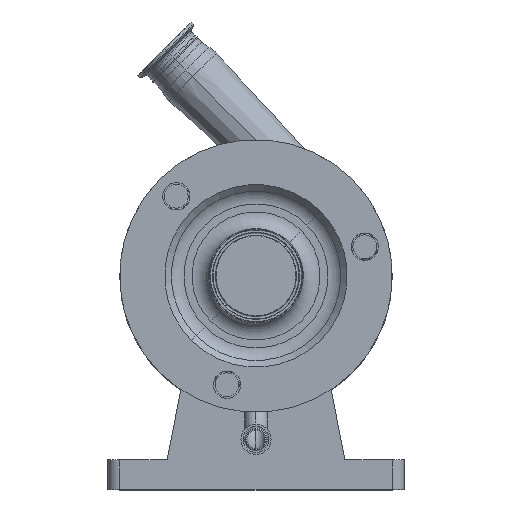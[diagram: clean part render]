
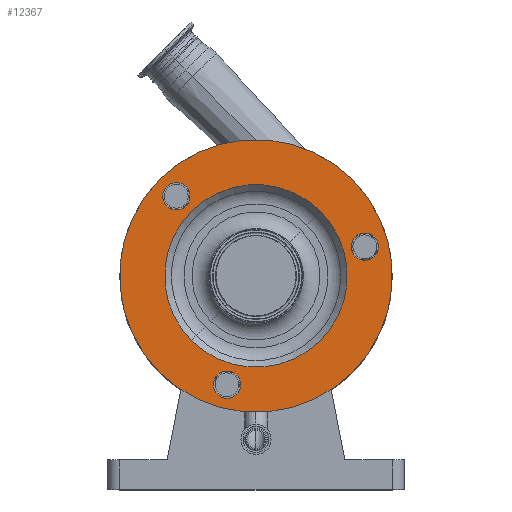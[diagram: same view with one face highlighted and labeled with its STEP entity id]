
A CAD part, top view. The second image highlights one B-rep face of the part: STEP entity #12367.
In plain terms, the highlighted planar face has unit normal (0, 0, 1).
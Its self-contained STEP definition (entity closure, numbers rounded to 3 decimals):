
#2493 = AXIS2_PLACEMENT_3D ( 'NONE', #2811, #2937, #2950 ) ;
#2811 = CARTESIAN_POINT ( 'NONE',  ( -24.588, -91.763, 215. ) ) ;
#2908 = CIRCLE ( 'NONE', #2493, 11.5 ) ;
#2937 = DIRECTION ( 'NONE',  ( 0., 0., 1. ) ) ;
#2950 = DIRECTION ( 'NONE',  ( -0.966, 0.259, 0. ) ) ;
#3261 = CARTESIAN_POINT ( 'NONE',  ( -13.48, -94.739, 215. ) ) ;
#3652 = CARTESIAN_POINT ( 'NONE',  ( -35.696, -88.787, 215. ) ) ;
#4836 = DIRECTION ( 'NONE',  ( 0.259, -0.966, 0. ) ) ;
#4837 = DIRECTION ( 'NONE',  ( 0., 0., 1. ) ) ;
#4838 = CARTESIAN_POINT ( 'NONE',  ( 91.763, 24.588, 215. ) ) ;
#4839 = AXIS2_PLACEMENT_3D ( 'NONE', #4838, #4837, #4836 ) ;
#4845 = CIRCLE ( 'NONE', #4839, 11.5 ) ;
#4940 = DIRECTION ( 'NONE',  ( 0.707, 0.707, 0. ) ) ;
#4941 = DIRECTION ( 'NONE',  ( 0., 0., 1. ) ) ;
#4942 = CARTESIAN_POINT ( 'NONE',  ( -75.307, 59.043, 215. ) ) ;
#4944 = AXIS2_PLACEMENT_3D ( 'NONE', #5134, #4941, #4940 ) ;
#4973 = CIRCLE ( 'NONE', #4944, 11.5 ) ;
#5134 = CARTESIAN_POINT ( 'NONE',  ( -67.175, 67.175, 215. ) ) ;
#6861 = CARTESIAN_POINT ( 'NONE',  ( 94.739, 13.48, 215. ) ) ;
#7507 = EDGE_CURVE ( 'NONE', #7614, #7516, #9609, .T. ) ;
#7516 = VERTEX_POINT ( 'NONE', #9568 ) ;
#7545 = VERTEX_POINT ( 'NONE', #9674 ) ;
#7613 = VERTEX_POINT ( 'NONE', #9923 ) ;
#7614 = VERTEX_POINT ( 'NONE', #10043 ) ;
#7644 = VERTEX_POINT ( 'NONE', #9872 ) ;
#7647 = EDGE_CURVE ( 'NONE', #7613, #7644, #9992, .T. ) ;
#9509 = DIRECTION ( 'NONE',  ( 0.707, 0.707, 0. ) ) ;
#9552 = DIRECTION ( 'NONE',  ( 0., 0., 1. ) ) ;
#9553 = CARTESIAN_POINT ( 'NONE',  ( 0., 0., 215. ) ) ;
#9568 = CARTESIAN_POINT ( 'NONE',  ( -81.317, -81.317, 215. ) ) ;
#9609 = CIRCLE ( 'NONE', #9614, 115. ) ;
#9614 = AXIS2_PLACEMENT_3D ( 'NONE', #9553, #9552, #9509 ) ;
#9674 = CARTESIAN_POINT ( 'NONE',  ( -59.043, 75.307, 215. ) ) ;
#9872 = CARTESIAN_POINT ( 'NONE',  ( 54.447, 54.447, 215. ) ) ;
#9923 = CARTESIAN_POINT ( 'NONE',  ( -54.447, -54.447, 215. ) ) ;
#9992 = CIRCLE ( 'NONE', #10037, 77. ) ;
#10034 = DIRECTION ( 'NONE',  ( 0.707, 0.707, 0. ) ) ;
#10035 = DIRECTION ( 'NONE',  ( 0., 0., 1. ) ) ;
#10036 = CARTESIAN_POINT ( 'NONE',  ( 0., 0., 215. ) ) ;
#10037 = AXIS2_PLACEMENT_3D ( 'NONE', #10036, #10035, #10034 ) ;
#10043 = CARTESIAN_POINT ( 'NONE',  ( 81.317, 81.317, 215. ) ) ;
#10299 = VERTEX_POINT ( 'NONE', #3261 ) ;
#10334 = VERTEX_POINT ( 'NONE', #3652 ) ;
#10357 = EDGE_CURVE ( 'NONE', #14013, #13848, #4845, .T. ) ;
#10466 = EDGE_CURVE ( 'NONE', #10467, #7545, #4973, .T. ) ;
#10467 = VERTEX_POINT ( 'NONE', #4942 ) ;
#10492 = EDGE_CURVE ( 'NONE', #10299, #10334, #2908, .T. ) ;
#11576 = CARTESIAN_POINT ( 'NONE',  ( 88.787, 35.696, 215. ) ) ;
#12209 = ORIENTED_EDGE ( 'NONE', *, *, #12398, .F. ) ;
#12211 = ORIENTED_EDGE ( 'NONE', *, *, #7647, .F. ) ;
#12217 = ORIENTED_EDGE ( 'NONE', *, *, #10466, .F. ) ;
#12256 = EDGE_CURVE ( 'NONE', #13848, #14013, #17193, .T. ) ;
#12262 = EDGE_LOOP ( 'NONE', ( #12209, #12211 ) ) ;
#12263 = ORIENTED_EDGE ( 'NONE', *, *, #12256, .F. ) ;
#12269 = ORIENTED_EDGE ( 'NONE', *, *, #10492, .F. ) ;
#12275 = ORIENTED_EDGE ( 'NONE', *, *, #12368, .F. ) ;
#12276 = EDGE_LOOP ( 'NONE', ( #12369, #12386 ) ) ;
#12279 = ORIENTED_EDGE ( 'NONE', *, *, #12384, .F. ) ;
#12285 = EDGE_LOOP ( 'NONE', ( #12263, #12292 ) ) ;
#12287 = EDGE_LOOP ( 'NONE', ( #12279, #12217 ) ) ;
#12288 = EDGE_CURVE ( 'NONE', #7516, #7614, #17088, .T. ) ;
#12292 = ORIENTED_EDGE ( 'NONE', *, *, #10357, .F. ) ;
#12317 = EDGE_LOOP ( 'NONE', ( #12275, #12269 ) ) ;
#12367 = ADVANCED_FACE ( 'NONE', ( #17623, #17649, #17648, #17647, #17652 ), #17651, .F. ) ;
#12368 = EDGE_CURVE ( 'NONE', #10334, #10299, #17643, .T. ) ;
#12369 = ORIENTED_EDGE ( 'NONE', *, *, #7507, .T. ) ;
#12384 = EDGE_CURVE ( 'NONE', #7545, #10467, #17537, .T. ) ;
#12386 = ORIENTED_EDGE ( 'NONE', *, *, #12288, .T. ) ;
#12398 = EDGE_CURVE ( 'NONE', #7644, #7613, #17768, .T. ) ;
#13848 = VERTEX_POINT ( 'NONE', #6861 ) ;
#14013 = VERTEX_POINT ( 'NONE', #11576 ) ;
#17049 = AXIS2_PLACEMENT_3D ( 'NONE', #17185, #17184, #17183 ) ;
#17088 = CIRCLE ( 'NONE', #17178, 115. ) ;
#17175 = DIRECTION ( 'NONE',  ( 0.707, 0.707, 0. ) ) ;
#17176 = DIRECTION ( 'NONE',  ( 0., 0., 1. ) ) ;
#17177 = CARTESIAN_POINT ( 'NONE',  ( 0., 0., 215. ) ) ;
#17178 = AXIS2_PLACEMENT_3D ( 'NONE', #17177, #17176, #17175 ) ;
#17183 = DIRECTION ( 'NONE',  ( 0.259, -0.966, 0. ) ) ;
#17184 = DIRECTION ( 'NONE',  ( 0., 0., 1. ) ) ;
#17185 = CARTESIAN_POINT ( 'NONE',  ( 91.763, 24.588, 215. ) ) ;
#17193 = CIRCLE ( 'NONE', #17049, 11.5 ) ;
#17528 = DIRECTION ( 'NONE',  ( 0.707, 0.707, 0. ) ) ;
#17529 = DIRECTION ( 'NONE',  ( 0., 0., 1. ) ) ;
#17530 = CARTESIAN_POINT ( 'NONE',  ( -67.175, 67.175, 215. ) ) ;
#17535 = AXIS2_PLACEMENT_3D ( 'NONE', #17530, #17529, #17528 ) ;
#17537 = CIRCLE ( 'NONE', #17535, 11.5 ) ;
#17599 = DIRECTION ( 'NONE',  ( -0.966, 0.259, 0. ) ) ;
#17600 = DIRECTION ( 'NONE',  ( 0., 0., 1. ) ) ;
#17601 = CARTESIAN_POINT ( 'NONE',  ( -24.588, -91.763, 215. ) ) ;
#17602 = AXIS2_PLACEMENT_3D ( 'NONE', #17601, #17600, #17599 ) ;
#17623 = FACE_BOUND ( 'NONE', #12285, .T. ) ;
#17641 = DIRECTION ( 'NONE',  ( -0.707, -0.707, 0. ) ) ;
#17642 = DIRECTION ( 'NONE',  ( 0., 0., -1. ) ) ;
#17643 = CIRCLE ( 'NONE', #17602, 11.5 ) ;
#17647 = FACE_OUTER_BOUND ( 'NONE', #12276, .T. ) ;
#17648 = FACE_BOUND ( 'NONE', #12287, .T. ) ;
#17649 = FACE_BOUND ( 'NONE', #12317, .T. ) ;
#17650 = AXIS2_PLACEMENT_3D ( 'NONE', #17656, #17642, #17641 ) ;
#17651 = PLANE ( 'NONE',  #17650 ) ;
#17652 = FACE_BOUND ( 'NONE', #12262, .T. ) ;
#17656 = CARTESIAN_POINT ( 'NONE',  ( -27.577, 27.577, 215. ) ) ;
#17730 = DIRECTION ( 'NONE',  ( 0., 0., 1. ) ) ;
#17731 = CARTESIAN_POINT ( 'NONE',  ( 0., 0., 215. ) ) ;
#17732 = AXIS2_PLACEMENT_3D ( 'NONE', #17731, #17730, #17781 ) ;
#17768 = CIRCLE ( 'NONE', #17732, 77. ) ;
#17781 = DIRECTION ( 'NONE',  ( 0.707, 0.707, 0. ) ) ;
